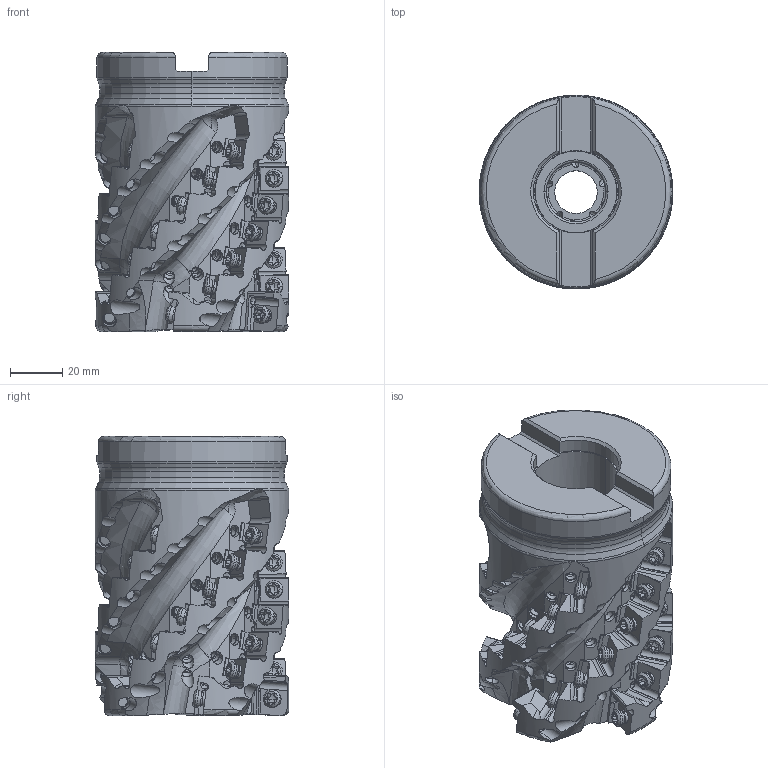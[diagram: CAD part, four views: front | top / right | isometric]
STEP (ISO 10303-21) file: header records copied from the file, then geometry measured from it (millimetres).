
FILE_DESCRIPTION(/* description */ (''),/* implementation_level */ '2;1');
FILE_NAME(/* name */ 'ASPX4UR3_0005DA29A35.stp',/* time_stamp */ '2023-01-25T11:20:25+09:00',/* author */ (''),/* organization */ (''),/* preprocessor_version */ 'ST-DEVELOPER v16',/* originating_system */ 'SIEMENS PLM Software NX 10.0',/* authorisation */ '');
FILE_SCHEMA (('AUTOMOTIVE_DESIGN { 1 0 10303 214 3 1 1 1 }'));
Products named in the file (1): ASPX4UR3_0005DA29A35_ASM
Bounding box: 74.4 x 74.4 x 107.25 mm (x, y, z)
Volume: 257052.7 mm3; surface area: 71065.2 mm2
Topology: 36 solids, 36 shells, 2709 faces, 7790 edges, 5050 vertices
Faces by surface type: cylinder 1261, plane 608, cone 526, bspline 117, torus 102, sphere 90, extrusion 5
Entity records: 113623 total; most frequent: CARTESIAN_POINT 43740, ORIENTED_EDGE 15270, DIRECTION 13929, EDGE_CURVE 7635, AXIS2_PLACEMENT_3D 5603, VERTEX_POINT 5050, EDGE_LOOP 2913, CIRCLE 2743
